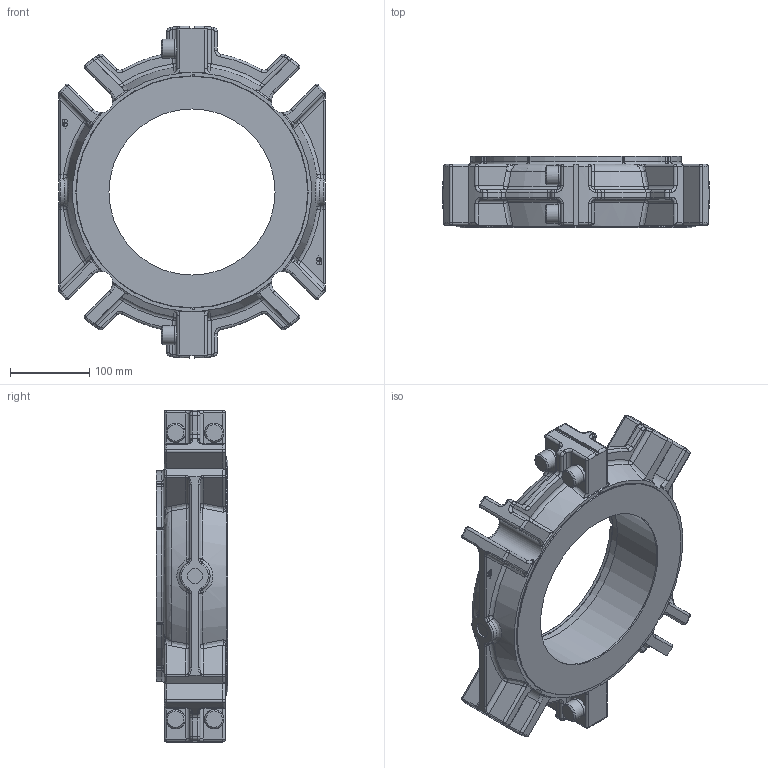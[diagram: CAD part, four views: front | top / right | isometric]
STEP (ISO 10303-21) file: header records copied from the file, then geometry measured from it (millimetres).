
FILE_DESCRIPTION(/* description */ ('Unknown'),/* implementation_level */ '2;1');
FILE_NAME(/* name */ '8.250 RDSX -68 SEAL ARRANGEMENT',/* time_stamp */ '2023-02-22T08:18:50-05:00',/* author */ ('Unknown'),/* organization */ ('Unknown'),/* preprocessor_version */ 'ST-DEVELOPER v16.7',/* originating_system */ 'Solid Edge',/* authorisation */ 'Unknown');
FILE_SCHEMA (('AUTOMOTIVE_DESIGN {1 0 10303 214 3 1 1}'));
Length unit declared in the file: millimetre
Products named in the file (1): 3209511
Bounding box: 335.92 x 89.99 x 419.07 mm (x, y, z)
Volume: 4545295.6 mm3; surface area: 362661.4 mm2
Topology: 1 solids, 3 shells, 785 faces, 1905 edges, 1095 vertices
Faces by surface type: cylinder 236, torus 158, bspline 154, plane 153, sphere 60, cone 24
Full cylindrical faces by diameter (mm): 11.989 x2, 16 x4, 19.263 x2, 24 x4, 209.55 x1, 209.728 x1, 219.075 x1, 292.1 x1
Entity records: 25610 total; most frequent: CARTESIAN_POINT 8568, ORIENTED_EDGE 3626, DIRECTION 3538, EDGE_CURVE 1813, AXIS2_PLACEMENT_3D 1497, VERTEX_POINT 1067, CIRCLE 849, EDGE_LOOP 828
